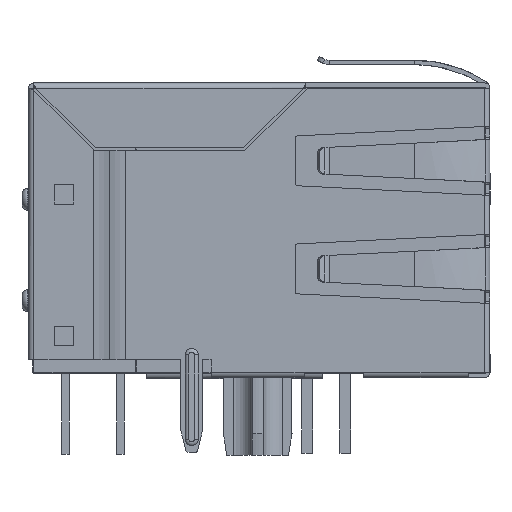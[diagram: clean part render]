
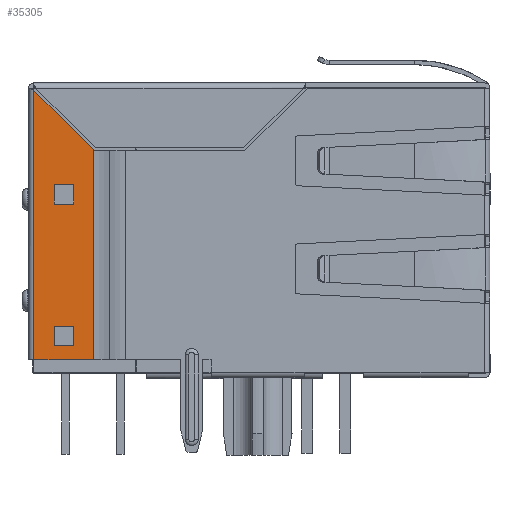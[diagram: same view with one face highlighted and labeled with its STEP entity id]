
A CAD part, left-side view. The second image highlights one B-rep face of the part: STEP entity #35305.
In plain terms, the highlighted face is planar.
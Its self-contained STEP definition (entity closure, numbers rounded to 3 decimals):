
#1270=PLANE('',#37012);
#2681=LINE('',#51468,#5078);
#2682=LINE('',#51471,#5079);
#2683=LINE('',#51473,#5080);
#2684=LINE('',#51475,#5081);
#2685=LINE('',#51476,#5082);
#2686=LINE('',#51479,#5083);
#2687=LINE('',#51481,#5084);
#2688=LINE('',#51483,#5085);
#2689=LINE('',#51484,#5086);
#2690=LINE('',#51487,#5087);
#2691=LINE('',#51489,#5088);
#2692=LINE('',#51491,#5089);
#5078=VECTOR('',#40790,1000.);
#5079=VECTOR('',#40791,1000.);
#5080=VECTOR('',#40792,1000.);
#5081=VECTOR('',#40793,1000.);
#5082=VECTOR('',#40794,1000.);
#5083=VECTOR('',#40795,1000.);
#5084=VECTOR('',#40796,1000.);
#5085=VECTOR('',#40797,1000.);
#5086=VECTOR('',#40798,1000.);
#5087=VECTOR('',#40799,1000.);
#5088=VECTOR('',#40800,1000.);
#5089=VECTOR('',#40801,1000.);
#9478=ORIENTED_EDGE('',*,*,#15951,.F.);
#9479=ORIENTED_EDGE('',*,*,#15952,.F.);
#9480=ORIENTED_EDGE('',*,*,#15953,.F.);
#9481=ORIENTED_EDGE('',*,*,#15954,.F.);
#9482=ORIENTED_EDGE('',*,*,#15955,.F.);
#9483=ORIENTED_EDGE('',*,*,#15956,.F.);
#9484=ORIENTED_EDGE('',*,*,#15957,.F.);
#9485=ORIENTED_EDGE('',*,*,#15958,.F.);
#9486=ORIENTED_EDGE('',*,*,#15959,.T.);
#9487=ORIENTED_EDGE('',*,*,#15960,.T.);
#9488=ORIENTED_EDGE('',*,*,#15961,.T.);
#9489=ORIENTED_EDGE('',*,*,#15962,.T.);
#15951=EDGE_CURVE('',#19160,#19161,#2681,.T.);
#15952=EDGE_CURVE('',#19162,#19160,#2682,.T.);
#15953=EDGE_CURVE('',#19163,#19162,#2683,.T.);
#15954=EDGE_CURVE('',#19161,#19163,#2684,.T.);
#15955=EDGE_CURVE('',#19164,#19165,#2685,.T.);
#15956=EDGE_CURVE('',#19166,#19164,#2686,.T.);
#15957=EDGE_CURVE('',#19167,#19166,#2687,.T.);
#15958=EDGE_CURVE('',#19165,#19167,#2688,.T.);
#15959=EDGE_CURVE('',#19168,#19169,#2689,.T.);
#15960=EDGE_CURVE('',#19169,#19170,#2690,.T.);
#15961=EDGE_CURVE('',#19170,#19171,#2691,.T.);
#15962=EDGE_CURVE('',#19171,#19168,#2692,.T.);
#19160=VERTEX_POINT('',#51469);
#19161=VERTEX_POINT('',#51470);
#19162=VERTEX_POINT('',#51472);
#19163=VERTEX_POINT('',#51474);
#19164=VERTEX_POINT('',#51477);
#19165=VERTEX_POINT('',#51478);
#19166=VERTEX_POINT('',#51480);
#19167=VERTEX_POINT('',#51482);
#19168=VERTEX_POINT('',#51485);
#19169=VERTEX_POINT('',#51486);
#19170=VERTEX_POINT('',#51488);
#19171=VERTEX_POINT('',#51490);
#21577=EDGE_LOOP('',(#9478,#9479,#9480,#9481));
#21578=EDGE_LOOP('',(#9482,#9483,#9484,#9485));
#21579=EDGE_LOOP('',(#9486,#9487,#9488,#9489));
#23136=FACE_BOUND('',#21577,.T.);
#23137=FACE_BOUND('',#21578,.T.);
#23138=FACE_BOUND('',#21579,.T.);
#35305=ADVANCED_FACE('',(#23136,#23137,#23138),#1270,.F.);
#37012=AXIS2_PLACEMENT_3D('',#51467,#40788,#40789);
#40788=DIRECTION('',(-1.,0.,0.));
#40789=DIRECTION('',(0.,-1.,0.));
#40790=DIRECTION('',(0.,1.,0.));
#40791=DIRECTION('',(0.,0.,-1.));
#40792=DIRECTION('',(0.,-1.,0.));
#40793=DIRECTION('',(0.,0.,1.));
#40794=DIRECTION('',(0.,1.,0.));
#40795=DIRECTION('',(0.,0.,-1.));
#40796=DIRECTION('',(0.,-1.,0.));
#40797=DIRECTION('',(0.,0.,1.));
#40798=DIRECTION('',(0.,0.707,-0.707));
#40799=DIRECTION('',(0.,0.,1.));
#40800=DIRECTION('',(0.,-1.,0.));
#40801=DIRECTION('',(0.,0.,-1.));
#51467=CARTESIAN_POINT('',(15.62,10.516,5.985));
#51468=CARTESIAN_POINT('',(15.62,8.575,-2.115));
#51469=CARTESIAN_POINT('',(15.62,8.575,-2.115));
#51470=CARTESIAN_POINT('',(15.62,9.475,-2.115));
#51471=CARTESIAN_POINT('',(15.62,8.575,-1.215));
#51472=CARTESIAN_POINT('',(15.62,8.575,-1.215));
#51473=CARTESIAN_POINT('',(15.62,9.475,-1.215));
#51474=CARTESIAN_POINT('',(15.62,9.475,-1.215));
#51475=CARTESIAN_POINT('',(15.62,9.475,-2.115));
#51476=CARTESIAN_POINT('',(15.62,8.575,4.435));
#51477=CARTESIAN_POINT('',(15.62,8.575,4.435));
#51478=CARTESIAN_POINT('',(15.62,9.475,4.435));
#51479=CARTESIAN_POINT('',(15.62,8.575,5.335));
#51480=CARTESIAN_POINT('',(15.62,8.575,5.335));
#51481=CARTESIAN_POINT('',(15.62,9.475,5.335));
#51482=CARTESIAN_POINT('',(15.62,9.475,5.335));
#51483=CARTESIAN_POINT('',(15.62,9.475,4.435));
#51484=CARTESIAN_POINT('',(15.62,10.516,-6.565));
#51485=CARTESIAN_POINT('',(15.62,7.675,-3.724));
#51486=CARTESIAN_POINT('',(15.62,10.425,-6.474));
#51487=CARTESIAN_POINT('',(15.62,10.425,-6.474));
#51488=CARTESIAN_POINT('',(15.62,10.425,5.985));
#51489=CARTESIAN_POINT('',(15.62,10.516,5.985));
#51490=CARTESIAN_POINT('',(15.62,7.675,5.985));
#51491=CARTESIAN_POINT('',(15.62,7.675,5.985));
